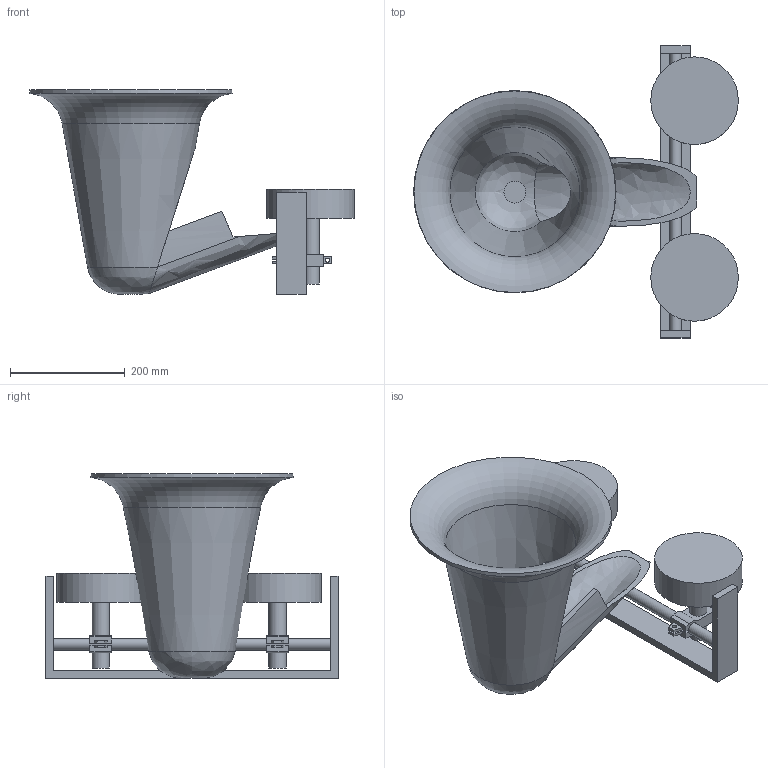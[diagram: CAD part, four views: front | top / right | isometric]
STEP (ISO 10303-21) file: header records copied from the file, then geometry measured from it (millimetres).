
FILE_DESCRIPTION(/* description */ (''),/* implementation_level */ '2;1');
FILE_NAME(/* name */ 'Football_Thrower_V1 v0.step',/* time_stamp */ '2022-02-08T22:40:15-05:00',/* author */ (''),/* organization */ (''),/* preprocessor_version */ 'ST-DEVELOPER v18.1',/* originating_system */ 'Autodesk Translation Framework v10.13.0.1454',/* authorisation */ '');
FILE_SCHEMA (('AUTOMOTIVE_DESIGN { 1 0 10303 214 3 1 1 }'));
Length unit declared in the file: inch
Products named in the file (4): Football_Thrower_V1; Funnel; Conveyor Belt Holder; Wheels Assembly
Assembly tree (3 placements, depth 2):
  Football_Thrower_V1
    Funnel
    Conveyor Belt Holder
    Wheels Assembly
Bounding box: 564.86 x 508 x 355.6 mm (x, y, z)
Volume: 4600555.5 mm3; surface area: 897044.4 mm2
Topology: 7 solids, 7 shells, 121 faces, 313 edges, 207 vertices
Faces by surface type: plane 86, cylinder 21, bspline 9, cone 3, torus 2
Full cylindrical faces by diameter (mm): 7.62 x8, 20.32 x1, 29.896 x2, 152.4 x2
Entity records: 4341 total; most frequent: CARTESIAN_POINT 1212, ORIENTED_EDGE 626, DIRECTION 610, EDGE_CURVE 313, LINE 232, VECTOR 232, VERTEX_POINT 207, AXIS2_PLACEMENT_3D 189
